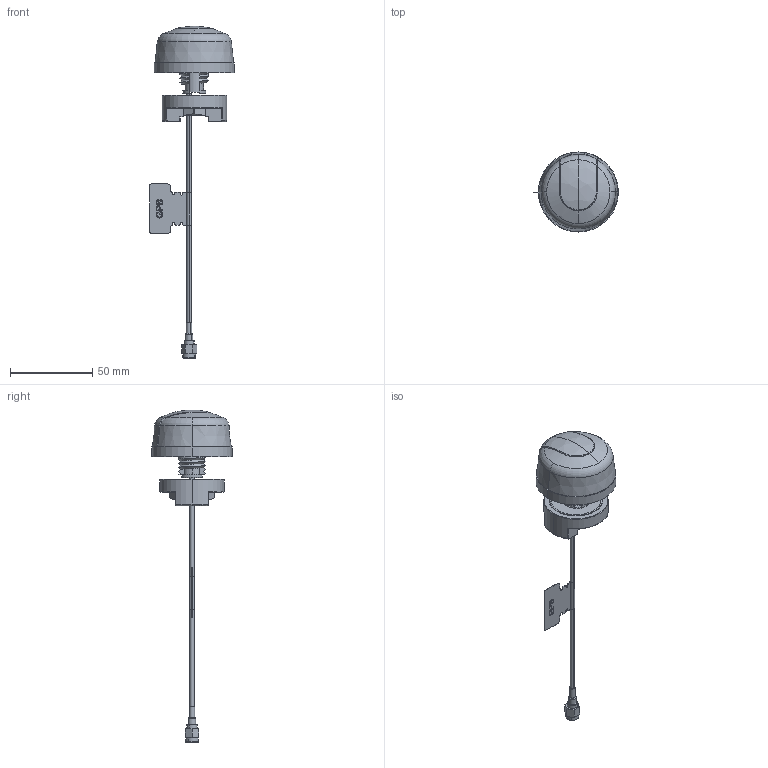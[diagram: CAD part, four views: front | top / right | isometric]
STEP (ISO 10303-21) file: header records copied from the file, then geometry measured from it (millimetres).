
FILE_DESCRIPTION (( 'STEP AP214' ), '1' );
FILE_NAME ('A.01.C.301111_Web.STEP', '2022-03-14T14:09:36', ( '' ), ( '' ), 'SwSTEP 2.0', 'SolidWorks 2018', '' );
FILE_SCHEMA (( 'AUTOMOTIVE_DESIGN' ));
Length unit declared in the file: millimetre
Products named in the file (1): A.01.C.301111_Web
Bounding box: 51.62 x 48.8 x 202.1 mm (x, y, z)
Surface area: 18926.3 mm2 (no closed solid volume)
Topology: 0 solids, 15 shells, 334 faces, 1109 edges, 771 vertices
Faces by surface type: cylinder 98, plane 95, cone 51, bspline 49, torus 33, sphere 8
Entity records: 34813 total; most frequent: CARTESIAN_POINT 22334, ORIENTED_EDGE 1792, DIRECTION 1672, EDGE_CURVE 1107, VERTEX_POINT 771, AXIS2_PLACEMENT_3D 620, VECTOR 432, LINE 432
